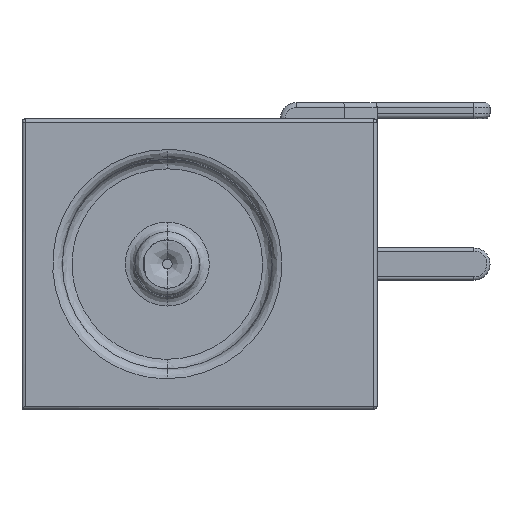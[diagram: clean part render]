
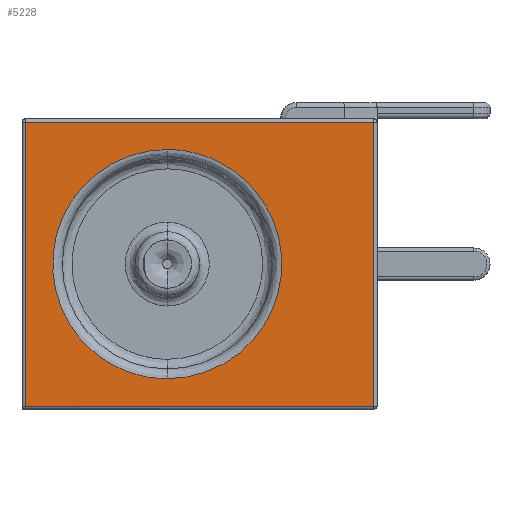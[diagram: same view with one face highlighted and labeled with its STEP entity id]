
A CAD part, left-side view. The second image highlights one B-rep face of the part: STEP entity #5228.
In plain terms, the highlighted planar face has unit normal (-1, 0, 0).
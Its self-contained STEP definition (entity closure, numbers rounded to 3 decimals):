
#418 = CARTESIAN_POINT ( 'NONE',  ( -7.2, -0.6, -3.55 ) ) ;
#466 = AXIS2_PLACEMENT_3D ( 'NONE', #8382, #4119, #9108 ) ;
#647 = CARTESIAN_POINT ( 'NONE',  ( -7.2, 6.5, 3.55 ) ) ;
#1119 = CARTESIAN_POINT ( 'NONE',  ( -7.2, -0.6, 3.55 ) ) ;
#1158 = DIRECTION ( 'NONE',  ( 0., 0., -1. ) ) ;
#1231 = PLANE ( 'NONE',  #466 ) ;
#1260 = CARTESIAN_POINT ( 'NONE',  ( -7.2, 2.5, -4.4 ) ) ;
#1343 = CARTESIAN_POINT ( 'NONE',  ( -7.2, 0.1, 4.4 ) ) ;
#1350 = VERTEX_POINT ( 'NONE', #8688 ) ;
#1563 = VERTEX_POINT ( 'NONE', #2503 ) ;
#1640 = VERTEX_POINT ( 'NONE', #3046 ) ;
#1889 = VECTOR ( 'NONE', #5435, 1000. ) ;
#2028 = VERTEX_POINT ( 'NONE', #1343 ) ;
#2058 = CARTESIAN_POINT ( 'NONE',  ( -7.2, 6.5, -3.55 ) ) ;
#2094 = LINE ( 'NONE', #7479, #1889 ) ;
#2160 = ORIENTED_EDGE ( 'NONE', *, *, #9247, .F. ) ;
#2352 = ORIENTED_EDGE ( 'NONE', *, *, #4656, .F. ) ;
#2403 = VECTOR ( 'NONE', #6270, 1000. ) ;
#2503 = CARTESIAN_POINT ( 'NONE',  ( -7.2, 0.1, -4.4 ) ) ;
#2514 = CARTESIAN_POINT ( 'NONE',  ( -7.2, 6.5, -3.55 ) ) ;
#2600 = ORIENTED_EDGE ( 'NONE', *, *, #4004, .F. ) ;
#2771 = CARTESIAN_POINT ( 'NONE',  ( -7.2, 10.9, 4.5 ) ) ;
#2792 = CARTESIAN_POINT ( 'NONE',  ( -7.2, 10.9, 4.4 ) ) ;
#3046 = CARTESIAN_POINT ( 'NONE',  ( -7.2, 6.5, 3.55 ) ) ;
#3323 = CARTESIAN_POINT ( 'NONE',  ( -7.2, 10.9, -4.4 ) ) ;
#3331 = EDGE_CURVE ( 'NONE', #2028, #1563, #8497, .T. ) ;
#3534 = VERTEX_POINT ( 'NONE', #2792 ) ;
#3924 = EDGE_LOOP ( 'NONE', ( #2352, #2160 ) ) ;
#4004 = EDGE_CURVE ( 'NONE', #3534, #2028, #2094, .T. ) ;
#4119 = DIRECTION ( 'NONE',  ( 1., 0., 0. ) ) ;
#4154 = EDGE_LOOP ( 'NONE', ( #6993, #2600, #8122, #7445 ) ) ;
#4656 = EDGE_CURVE ( 'NONE', #1350, #1640, #6232, .T. ) ;
#4717 = VECTOR ( 'NONE', #1158, 1000. ) ;
#4879 = DIRECTION ( 'NONE',  ( 0., 0., 1. ) ) ;
#4994 = FACE_OUTER_BOUND ( 'NONE', #4154, .T. ) ;
#5228 = ADVANCED_FACE ( 'NONE', ( #6901, #4994 ), #1231, .F. ) ;
#5248 = EDGE_CURVE ( 'NONE', #1563, #6281, #7890, .T. ) ;
#5435 = DIRECTION ( 'NONE',  ( 0., -1., 0. ) ) ;
#5458 = CARTESIAN_POINT ( 'NONE',  ( -7.2, 0.1, 4.5 ) ) ;
#5625 = VECTOR ( 'NONE', #4879, 1000. ) ;
#5648 = CARTESIAN_POINT ( 'NONE',  ( -7.2, 13.6, 3.55 ) ) ;
#6132 = CARTESIAN_POINT ( 'NONE',  ( -7.2, 6.5, 3.55 ) ) ;
#6232 =( BOUNDED_CURVE ( )  B_SPLINE_CURVE ( 3, ( #2514, #418, #1119, #6132 ),
 .UNSPECIFIED., .F., .F. ) 
 B_SPLINE_CURVE_WITH_KNOTS ( ( 4, 4 ),
 ( 0., 1. ),
 .UNSPECIFIED. ) 
 CURVE ( )  GEOMETRIC_REPRESENTATION_ITEM ( )  RATIONAL_B_SPLINE_CURVE ( ( 1., 0.333, 0.333, 1. ) ) 
 REPRESENTATION_ITEM ( '' )  );
#6270 = DIRECTION ( 'NONE',  ( 0., 1., 0. ) ) ;
#6281 = VERTEX_POINT ( 'NONE', #3323 ) ;
#6359 = CARTESIAN_POINT ( 'NONE',  ( -7.2, 13.6, -3.55 ) ) ;
#6440 =( BOUNDED_CURVE ( )  B_SPLINE_CURVE ( 3, ( #647, #5648, #6359, #2058 ),
 .UNSPECIFIED., .F., .F. ) 
 B_SPLINE_CURVE_WITH_KNOTS ( ( 4, 4 ),
 ( 0., 1. ),
 .UNSPECIFIED. ) 
 CURVE ( )  GEOMETRIC_REPRESENTATION_ITEM ( )  RATIONAL_B_SPLINE_CURVE ( ( 1., 0.333, 0.333, 1. ) ) 
 REPRESENTATION_ITEM ( '' )  );
#6901 = FACE_BOUND ( 'NONE', #3924, .T. ) ;
#6993 = ORIENTED_EDGE ( 'NONE', *, *, #3331, .F. ) ;
#7445 = ORIENTED_EDGE ( 'NONE', *, *, #5248, .F. ) ;
#7479 = CARTESIAN_POINT ( 'NONE',  ( -7.2, 2.5, 4.4 ) ) ;
#7521 = LINE ( 'NONE', #2771, #5625 ) ;
#7890 = LINE ( 'NONE', #1260, #2403 ) ;
#7981 = EDGE_CURVE ( 'NONE', #6281, #3534, #7521, .T. ) ;
#8122 = ORIENTED_EDGE ( 'NONE', *, *, #7981, .F. ) ;
#8382 = CARTESIAN_POINT ( 'NONE',  ( -7.2, 2.5, 4.5 ) ) ;
#8497 = LINE ( 'NONE', #5458, #4717 ) ;
#8688 = CARTESIAN_POINT ( 'NONE',  ( -7.2, 6.5, -3.55 ) ) ;
#9108 = DIRECTION ( 'NONE',  ( 0., 0., -1. ) ) ;
#9247 = EDGE_CURVE ( 'NONE', #1640, #1350, #6440, .T. ) ;
